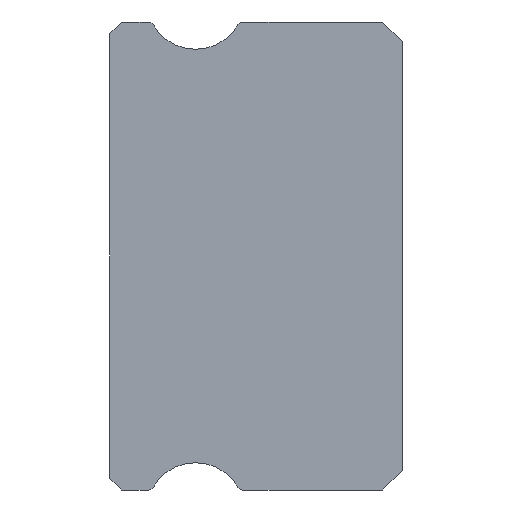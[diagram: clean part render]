
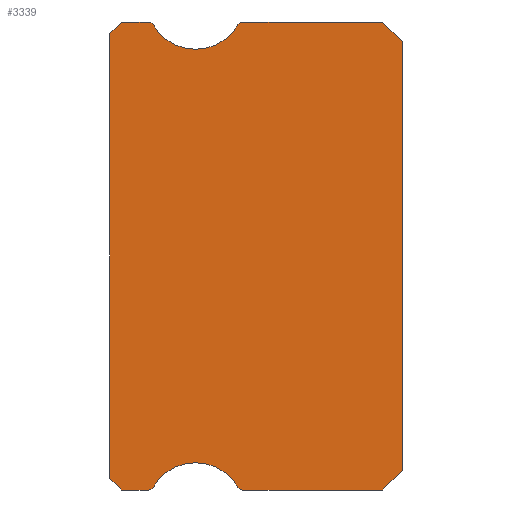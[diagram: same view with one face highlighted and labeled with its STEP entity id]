
A CAD part, left-side view. The second image highlights one B-rep face of the part: STEP entity #3339.
In plain terms, the highlighted planar face has unit normal (-1, 0, 0).
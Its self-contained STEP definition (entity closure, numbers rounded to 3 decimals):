
#12 = EDGE_CURVE ( 'NONE', #2527, #678, #2372, .T. ) ;
#52 = DIRECTION ( 'NONE',  ( 1., 0., 0. ) ) ;
#83 = LINE ( 'NONE', #1563, #540 ) ;
#181 = VERTEX_POINT ( 'NONE', #1013 ) ;
#209 = DIRECTION ( 'NONE',  ( 1., 0., 0. ) ) ;
#273 = EDGE_LOOP ( 'NONE', ( #3259, #4218, #1578, #2581, #4332, #2076, #2999, #2529, #1516, #2051, #1511, #2484, #413, #2062, #4031, #692, #4582 ) ) ;
#280 = DIRECTION ( 'NONE',  ( 0., 0., -1. ) ) ;
#283 = AXIS2_PLACEMENT_3D ( 'NONE', #4624, #1998, #1922 ) ;
#391 = LINE ( 'NONE', #4496, #756 ) ;
#409 = CIRCLE ( 'NONE', #2436, 0.15 ) ;
#413 = ORIENTED_EDGE ( 'NONE', *, *, #3639, .F. ) ;
#420 = DIRECTION ( 'NONE',  ( -1., 0., 0. ) ) ;
#540 = VECTOR ( 'NONE', #3065, 1000. ) ;
#620 = CARTESIAN_POINT ( 'NONE',  ( -10., 0., -5.5 ) ) ;
#621 = DIRECTION ( 'NONE',  ( -1., 0., 0. ) ) ;
#654 = DIRECTION ( 'NONE',  ( 0., -1., 0. ) ) ;
#664 = EDGE_CURVE ( 'NONE', #2418, #3149, #409, .T. ) ;
#678 = VERTEX_POINT ( 'NONE', #1871 ) ;
#688 = CIRCLE ( 'NONE', #1694, 1.25 ) ;
#692 = ORIENTED_EDGE ( 'NONE', *, *, #4357, .F. ) ;
#699 = PLANE ( 'NONE',  #4598 ) ;
#725 = FACE_OUTER_BOUND ( 'NONE', #273, .T. ) ;
#744 = CARTESIAN_POINT ( 'NONE',  ( -10., 4.088, -5.85 ) ) ;
#756 = VECTOR ( 'NONE', #2290, 1000. ) ;
#844 = VECTOR ( 'NONE', #4138, 1000. ) ;
#954 = EDGE_CURVE ( 'NONE', #678, #181, #83, .T. ) ;
#990 = DIRECTION ( 'NONE',  ( -1., 0., 0. ) ) ;
#1000 = VECTOR ( 'NONE', #2205, 1000. ) ;
#1013 = CARTESIAN_POINT ( 'NONE',  ( -10., 6.512, -6. ) ) ;
#1025 = VERTEX_POINT ( 'NONE', #1267 ) ;
#1124 = DIRECTION ( 'NONE',  ( 0., 0., 1. ) ) ;
#1183 = EDGE_CURVE ( 'NONE', #4716, #3912, #4485, .T. ) ;
#1224 = VECTOR ( 'NONE', #2109, 1000. ) ;
#1267 = CARTESIAN_POINT ( 'NONE',  ( -10., 5.3, 5.3 ) ) ;
#1293 = VERTEX_POINT ( 'NONE', #2144 ) ;
#1313 = VERTEX_POINT ( 'NONE', #1559 ) ;
#1421 = EDGE_CURVE ( 'NONE', #1566, #3912, #3434, .T. ) ;
#1511 = ORIENTED_EDGE ( 'NONE', *, *, #1183, .F. ) ;
#1516 = ORIENTED_EDGE ( 'NONE', *, *, #3269, .F. ) ;
#1549 = VECTOR ( 'NONE', #1124, 1000. ) ;
#1559 = CARTESIAN_POINT ( 'NONE',  ( -10., 7.5, 5.7 ) ) ;
#1563 = CARTESIAN_POINT ( 'NONE',  ( -10., 6.512, -6. ) ) ;
#1566 = VERTEX_POINT ( 'NONE', #2026 ) ;
#1578 = ORIENTED_EDGE ( 'NONE', *, *, #12, .T. ) ;
#1584 = CARTESIAN_POINT ( 'NONE',  ( -10., 0., 5.5 ) ) ;
#1590 = VERTEX_POINT ( 'NONE', #2755 ) ;
#1643 = EDGE_CURVE ( 'NONE', #2683, #181, #4344, .T. ) ;
#1681 = CARTESIAN_POINT ( 'NONE',  ( -10., 0.5, -6. ) ) ;
#1694 = AXIS2_PLACEMENT_3D ( 'NONE', #1699, #990, #2462 ) ;
#1699 = CARTESIAN_POINT ( 'NONE',  ( -10., 5.3, 6.55 ) ) ;
#1744 = CARTESIAN_POINT ( 'NONE',  ( -10., 7.2, 6. ) ) ;
#1779 = CIRCLE ( 'NONE', #2862, 1.25 ) ;
#1787 = EDGE_CURVE ( 'NONE', #2821, #1313, #391, .T. ) ;
#1871 = CARTESIAN_POINT ( 'NONE',  ( -10., 7.2, -6. ) ) ;
#1922 = DIRECTION ( 'NONE',  ( 0., 0., -1. ) ) ;
#1998 = DIRECTION ( 'NONE',  ( 1., 0., 0. ) ) ;
#2000 = CARTESIAN_POINT ( 'NONE',  ( -10., 7.2, -6. ) ) ;
#2004 = CIRCLE ( 'NONE', #2705, 1.25 ) ;
#2026 = CARTESIAN_POINT ( 'NONE',  ( -10., 0., -5.5 ) ) ;
#2038 = EDGE_CURVE ( 'NONE', #3855, #1025, #2004, .T. ) ;
#2051 = ORIENTED_EDGE ( 'NONE', *, *, #1421, .T. ) ;
#2062 = ORIENTED_EDGE ( 'NONE', *, *, #4663, .F. ) ;
#2076 = ORIENTED_EDGE ( 'NONE', *, *, #2569, .F. ) ;
#2109 = DIRECTION ( 'NONE',  ( 0., 0.707, -0.707 ) ) ;
#2110 = DIRECTION ( 'NONE',  ( 0., 0., -1. ) ) ;
#2141 = CARTESIAN_POINT ( 'NONE',  ( -10., 0.5, 6. ) ) ;
#2144 = CARTESIAN_POINT ( 'NONE',  ( -10., 4.088, 6. ) ) ;
#2171 = CARTESIAN_POINT ( 'NONE',  ( -10., 6.512, 6. ) ) ;
#2179 = CARTESIAN_POINT ( 'NONE',  ( -10., 0.5, 6. ) ) ;
#2188 = CARTESIAN_POINT ( 'NONE',  ( -10., 5.3, 6.55 ) ) ;
#2205 = DIRECTION ( 'NONE',  ( 0., -0.707, -0.707 ) ) ;
#2290 = DIRECTION ( 'NONE',  ( 0., 0.707, -0.707 ) ) ;
#2351 = VERTEX_POINT ( 'NONE', #1681 ) ;
#2372 = LINE ( 'NONE', #2000, #4312 ) ;
#2407 = VECTOR ( 'NONE', #3688, 1000. ) ;
#2418 = VERTEX_POINT ( 'NONE', #4748 ) ;
#2436 = AXIS2_PLACEMENT_3D ( 'NONE', #744, #2914, #4800 ) ;
#2462 = DIRECTION ( 'NONE',  ( 0., 0., -1. ) ) ;
#2483 = AXIS2_PLACEMENT_3D ( 'NONE', #4784, #2536, #2588 ) ;
#2484 = ORIENTED_EDGE ( 'NONE', *, *, #3605, .F. ) ;
#2527 = VERTEX_POINT ( 'NONE', #3703 ) ;
#2529 = ORIENTED_EDGE ( 'NONE', *, *, #4588, .F. ) ;
#2536 = DIRECTION ( 'NONE',  ( 1., 0., 0. ) ) ;
#2569 = EDGE_CURVE ( 'NONE', #3149, #2683, #1779, .T. ) ;
#2581 = ORIENTED_EDGE ( 'NONE', *, *, #954, .T. ) ;
#2588 = DIRECTION ( 'NONE',  ( 0., 0., -1. ) ) ;
#2602 = CARTESIAN_POINT ( 'NONE',  ( -10., 0., 5.5 ) ) ;
#2624 = DIRECTION ( 'NONE',  ( 0., 0., -1. ) ) ;
#2683 = VERTEX_POINT ( 'NONE', #4386 ) ;
#2705 = AXIS2_PLACEMENT_3D ( 'NONE', #2188, #621, #2110 ) ;
#2755 = CARTESIAN_POINT ( 'NONE',  ( -10., 4.217, 5.925 ) ) ;
#2821 = VERTEX_POINT ( 'NONE', #2842 ) ;
#2827 = EDGE_CURVE ( 'NONE', #4184, #2821, #3612, .T. ) ;
#2842 = CARTESIAN_POINT ( 'NONE',  ( -10., 7.2, 6. ) ) ;
#2862 = AXIS2_PLACEMENT_3D ( 'NONE', #2966, #420, #3005 ) ;
#2875 = VECTOR ( 'NONE', #4111, 1000. ) ;
#2914 = DIRECTION ( 'NONE',  ( 1., 0., 0. ) ) ;
#2964 = CARTESIAN_POINT ( 'NONE',  ( -10., 7.5, 5.85 ) ) ;
#2966 = CARTESIAN_POINT ( 'NONE',  ( -10., 5.3, -6.55 ) ) ;
#2999 = ORIENTED_EDGE ( 'NONE', *, *, #664, .F. ) ;
#3005 = DIRECTION ( 'NONE',  ( 0., 0., -1. ) ) ;
#3065 = DIRECTION ( 'NONE',  ( 0., -1., 0. ) ) ;
#3149 = VERTEX_POINT ( 'NONE', #4725 ) ;
#3259 = ORIENTED_EDGE ( 'NONE', *, *, #1787, .T. ) ;
#3269 = EDGE_CURVE ( 'NONE', #1566, #2351, #4335, .T. ) ;
#3312 = CARTESIAN_POINT ( 'NONE',  ( -10., 6.383, 5.925 ) ) ;
#3339 = ADVANCED_FACE ( 'NONE', ( #725 ), #699, .F. ) ;
#3434 = LINE ( 'NONE', #2602, #1549 ) ;
#3588 = AXIS2_PLACEMENT_3D ( 'NONE', #3996, #209, #280 ) ;
#3605 = EDGE_CURVE ( 'NONE', #1293, #4716, #4838, .T. ) ;
#3612 = LINE ( 'NONE', #1744, #2407 ) ;
#3639 = EDGE_CURVE ( 'NONE', #1590, #1293, #4601, .T. ) ;
#3647 = LINE ( 'NONE', #2964, #2875 ) ;
#3688 = DIRECTION ( 'NONE',  ( 0., 1., 0. ) ) ;
#3703 = CARTESIAN_POINT ( 'NONE',  ( -10., 7.5, -5.7 ) ) ;
#3773 = EDGE_CURVE ( 'NONE', #2527, #1313, #3647, .T. ) ;
#3855 = VERTEX_POINT ( 'NONE', #3312 ) ;
#3912 = VERTEX_POINT ( 'NONE', #1584 ) ;
#3996 = CARTESIAN_POINT ( 'NONE',  ( -10., 6.512, 5.85 ) ) ;
#4031 = ORIENTED_EDGE ( 'NONE', *, *, #2038, .F. ) ;
#4062 = CIRCLE ( 'NONE', #3588, 0.15 ) ;
#4083 = CARTESIAN_POINT ( 'NONE',  ( -10., 6.512, 6. ) ) ;
#4111 = DIRECTION ( 'NONE',  ( 0., 0., 1. ) ) ;
#4138 = DIRECTION ( 'NONE',  ( 0., 1., 0. ) ) ;
#4159 = LINE ( 'NONE', #4179, #844 ) ;
#4179 = CARTESIAN_POINT ( 'NONE',  ( -10., 6.512, -6. ) ) ;
#4184 = VERTEX_POINT ( 'NONE', #4083 ) ;
#4218 = ORIENTED_EDGE ( 'NONE', *, *, #3773, .F. ) ;
#4275 = DIRECTION ( 'NONE',  ( 0., -0.707, -0.707 ) ) ;
#4278 = VECTOR ( 'NONE', #654, 1000. ) ;
#4312 = VECTOR ( 'NONE', #4275, 1000. ) ;
#4332 = ORIENTED_EDGE ( 'NONE', *, *, #1643, .F. ) ;
#4335 = LINE ( 'NONE', #620, #1224 ) ;
#4344 = CIRCLE ( 'NONE', #283, 0.15 ) ;
#4357 = EDGE_CURVE ( 'NONE', #4184, #3855, #4062, .T. ) ;
#4386 = CARTESIAN_POINT ( 'NONE',  ( -10., 6.383, -5.925 ) ) ;
#4485 = LINE ( 'NONE', #2179, #1000 ) ;
#4496 = CARTESIAN_POINT ( 'NONE',  ( -10., 7.5, 5.7 ) ) ;
#4513 = CARTESIAN_POINT ( 'NONE',  ( -10., 6.512, 5.85 ) ) ;
#4582 = ORIENTED_EDGE ( 'NONE', *, *, #2827, .T. ) ;
#4588 = EDGE_CURVE ( 'NONE', #2351, #2418, #4159, .T. ) ;
#4598 = AXIS2_PLACEMENT_3D ( 'NONE', #4513, #52, #2624 ) ;
#4601 = CIRCLE ( 'NONE', #2483, 0.15 ) ;
#4624 = CARTESIAN_POINT ( 'NONE',  ( -10., 6.512, -5.85 ) ) ;
#4663 = EDGE_CURVE ( 'NONE', #1025, #1590, #688, .T. ) ;
#4716 = VERTEX_POINT ( 'NONE', #2141 ) ;
#4725 = CARTESIAN_POINT ( 'NONE',  ( -10., 4.217, -5.925 ) ) ;
#4748 = CARTESIAN_POINT ( 'NONE',  ( -10., 4.088, -6. ) ) ;
#4784 = CARTESIAN_POINT ( 'NONE',  ( -10., 4.088, 5.85 ) ) ;
#4800 = DIRECTION ( 'NONE',  ( 0., 0., -1. ) ) ;
#4838 = LINE ( 'NONE', #2171, #4278 ) ;
